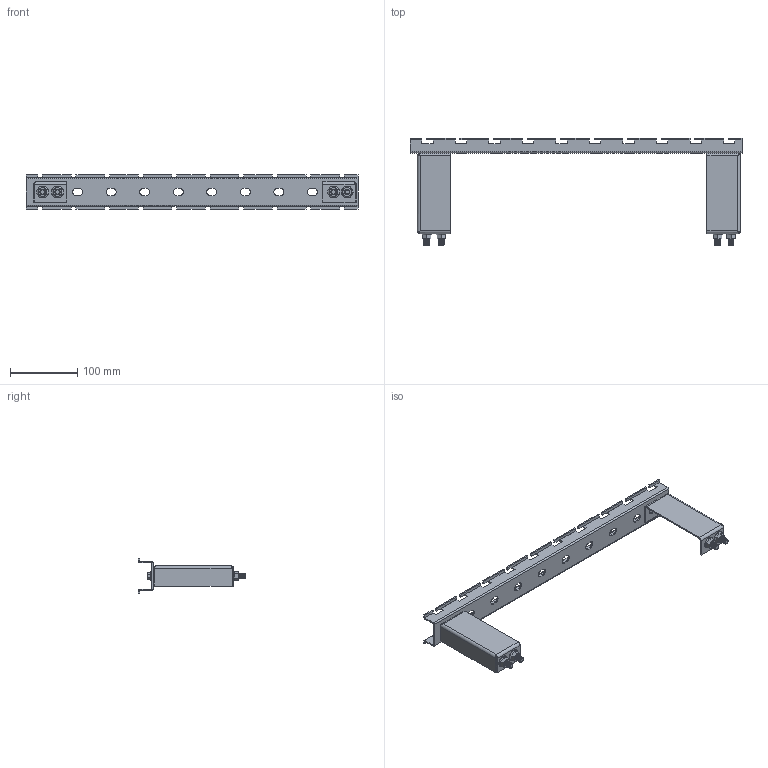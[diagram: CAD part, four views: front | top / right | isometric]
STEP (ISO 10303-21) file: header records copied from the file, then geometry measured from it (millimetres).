
FILE_DESCRIPTION (( 'STEP AP203' ), '1' );
FILE_NAME ('00406504.STEP', '2021-07-08T04:09:54', ( '' ), ( '' ), 'SwSTEP 2.0', 'SolidWorks 2020', '' );
FILE_SCHEMA (( 'CONFIG_CONTROL_DESIGN' ));
Products named in the file (1): 00406504
Bounding box: 495 x 160 x 52 mm (x, y, z)
Volume: 140236 mm3; surface area: 146070.3 mm2
Topology: 15 solids, 15 shells, 918 faces, 2388 edges, 1506 vertices
Faces by surface type: plane 358, cylinder 354, cone 150, bspline 32, torus 24
Entity records: 43547 total; most frequent: CARTESIAN_POINT 23023, ORIENTED_EDGE 4776, DIRECTION 3704, EDGE_CURVE 2388, VERTEX_POINT 1506, AXIS2_PLACEMENT_3D 1285, VECTOR 1134, LINE 1134
